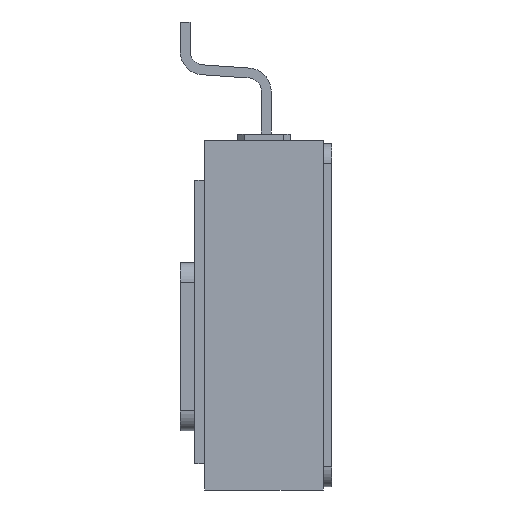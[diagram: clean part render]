
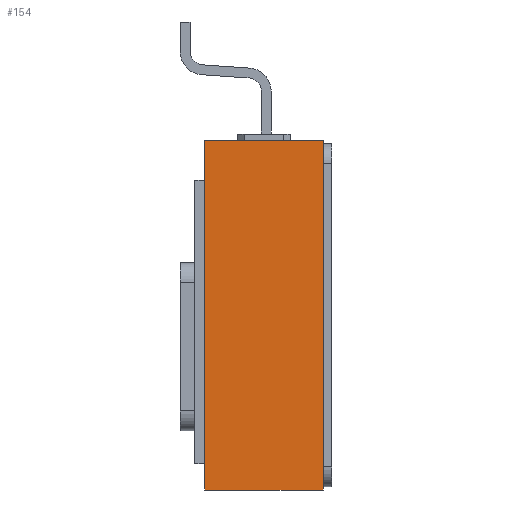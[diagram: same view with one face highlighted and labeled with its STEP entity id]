
A CAD part, left-side view. The second image highlights one B-rep face of the part: STEP entity #154.
In plain terms, the highlighted planar face has unit normal (-1, 0, 0).
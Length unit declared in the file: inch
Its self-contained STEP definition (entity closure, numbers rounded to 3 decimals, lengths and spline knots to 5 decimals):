
#50 = CARTESIAN_POINT ( 'NONE',  ( 0., 0.18, 0.53 ) ) ;
#154 = ADVANCED_FACE ( 'NONE', ( #4167 ), #2192, .F. ) ;
#156 = LINE ( 'NONE', #3497, #2530 ) ;
#177 = ORIENTED_EDGE ( 'NONE', *, *, #2869, .F. ) ;
#845 = DIRECTION ( 'NONE',  ( 0., 0., 1. ) ) ;
#1226 = EDGE_LOOP ( 'NONE', ( #4229, #2451, #177, #2614 ) ) ;
#1261 = EDGE_CURVE ( 'NONE', #2929, #1769, #3656, .T. ) ;
#1269 = DIRECTION ( 'NONE',  ( 1., 0., 0. ) ) ;
#1386 = DIRECTION ( 'NONE',  ( 0., -1., 0. ) ) ;
#1393 = CARTESIAN_POINT ( 'NONE',  ( 0., 0., 0.53 ) ) ;
#1526 = CARTESIAN_POINT ( 'NONE',  ( 0., 0., 0. ) ) ;
#1551 = CARTESIAN_POINT ( 'NONE',  ( 0., 0.18, 0. ) ) ;
#1618 = AXIS2_PLACEMENT_3D ( 'NONE', #1551, #1269, #4191 ) ;
#1684 = VECTOR ( 'NONE', #3392, 39.37008 ) ;
#1769 = VERTEX_POINT ( 'NONE', #1393 ) ;
#1792 = LINE ( 'NONE', #3078, #2469 ) ;
#2167 = CARTESIAN_POINT ( 'NONE',  ( 0., 0.18, 0.53 ) ) ;
#2192 = PLANE ( 'NONE',  #1618 ) ;
#2272 = EDGE_CURVE ( 'NONE', #2515, #1769, #3127, .T. ) ;
#2451 = ORIENTED_EDGE ( 'NONE', *, *, #1261, .F. ) ;
#2469 = VECTOR ( 'NONE', #1386, 39.37008 ) ;
#2515 = VERTEX_POINT ( 'NONE', #1526 ) ;
#2530 = VECTOR ( 'NONE', #3475, 39.37008 ) ;
#2614 = ORIENTED_EDGE ( 'NONE', *, *, #3504, .T. ) ;
#2661 = CARTESIAN_POINT ( 'NONE',  ( 0., 0.18, 0. ) ) ;
#2740 = CARTESIAN_POINT ( 'NONE',  ( 0., 0., 0. ) ) ;
#2869 = EDGE_CURVE ( 'NONE', #3231, #2929, #156, .T. ) ;
#2929 = VERTEX_POINT ( 'NONE', #2167 ) ;
#3078 = CARTESIAN_POINT ( 'NONE',  ( 0., 0.18, 0. ) ) ;
#3125 = VECTOR ( 'NONE', #845, 39.37008 ) ;
#3127 = LINE ( 'NONE', #2740, #3125 ) ;
#3231 = VERTEX_POINT ( 'NONE', #2661 ) ;
#3392 = DIRECTION ( 'NONE',  ( 0., -1., 0. ) ) ;
#3475 = DIRECTION ( 'NONE',  ( 0., 0., 1. ) ) ;
#3497 = CARTESIAN_POINT ( 'NONE',  ( 0., 0.18, 0. ) ) ;
#3504 = EDGE_CURVE ( 'NONE', #3231, #2515, #1792, .T. ) ;
#3656 = LINE ( 'NONE', #50, #1684 ) ;
#4167 = FACE_OUTER_BOUND ( 'NONE', #1226, .T. ) ;
#4191 = DIRECTION ( 'NONE',  ( 0., 0., -1. ) ) ;
#4229 = ORIENTED_EDGE ( 'NONE', *, *, #2272, .T. ) ;
